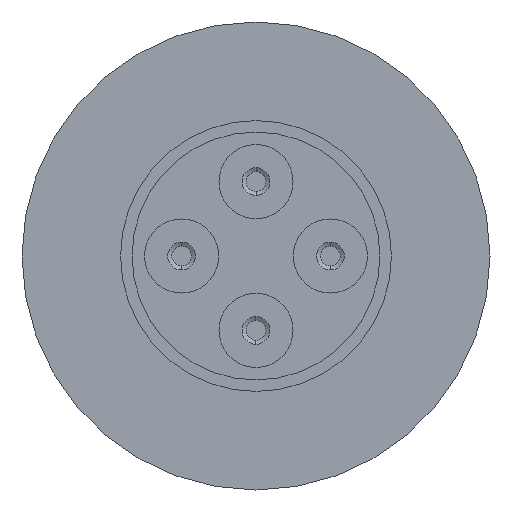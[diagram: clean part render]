
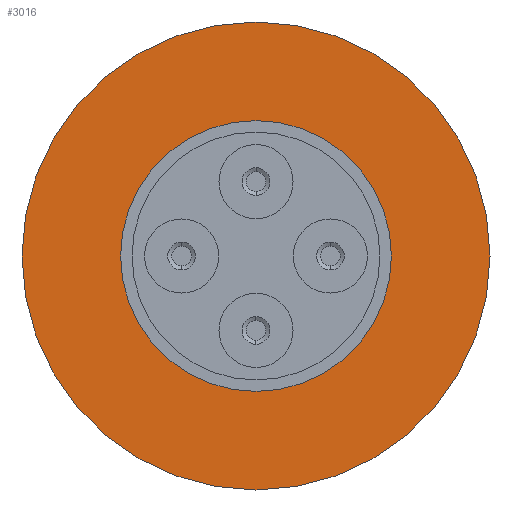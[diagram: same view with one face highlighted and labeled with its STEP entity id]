
A CAD part, front view. The second image highlights one B-rep face of the part: STEP entity #3016.
In plain terms, the highlighted planar face has unit normal (0, -1, 0).
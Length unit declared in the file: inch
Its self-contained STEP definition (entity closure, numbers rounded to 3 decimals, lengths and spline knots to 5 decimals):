
#67 = DIRECTION ( 'NONE',  ( 0., 0., 1. ) ) ;
#68 = DIRECTION ( 'NONE',  ( 0., -1., 0. ) ) ;
#75 = CARTESIAN_POINT ( 'NONE',  ( 0., 0., 0. ) ) ;
#310 = DIRECTION ( 'NONE',  ( 0., 0., 1. ) ) ;
#313 = DIRECTION ( 'NONE',  ( 0., -1., 0. ) ) ;
#316 = CARTESIAN_POINT ( 'NONE',  ( 0., 0., 0. ) ) ;
#481 = DIRECTION ( 'NONE',  ( 0., -1., 0. ) ) ;
#484 = CARTESIAN_POINT ( 'NONE',  ( 0., 0., 0. ) ) ;
#495 = DIRECTION ( 'NONE',  ( 0., 0., 1. ) ) ;
#515 = AXIS2_PLACEMENT_3D ( 'NONE', #75, #68, #67 ) ;
#561 = EDGE_CURVE ( 'NONE', #1510, #1506, #1246, .T. ) ;
#600 = AXIS2_PLACEMENT_3D ( 'NONE', #484, #481, #495 ) ;
#702 = AXIS2_PLACEMENT_3D ( 'NONE', #2590, #2583, #2581 ) ;
#749 = EDGE_CURVE ( 'NONE', #1637, #1515, #3565, .T. ) ;
#799 = AXIS2_PLACEMENT_3D ( 'NONE', #2946, #2940, #2938 ) ;
#862 = EDGE_CURVE ( 'NONE', #1506, #1510, #3486, .T. ) ;
#1023 = AXIS2_PLACEMENT_3D ( 'NONE', #316, #313, #310 ) ;
#1246 = CIRCLE ( 'NONE', #600, 0.59 ) ;
#1314 = EDGE_LOOP ( 'NONE', ( #1324, #1325 ) ) ;
#1324 = ORIENTED_EDGE ( 'NONE', *, *, #2091, .F. ) ;
#1325 = ORIENTED_EDGE ( 'NONE', *, *, #749, .F. ) ;
#1326 = ORIENTED_EDGE ( 'NONE', *, *, #561, .T. ) ;
#1327 = ORIENTED_EDGE ( 'NONE', *, *, #862, .T. ) ;
#1506 = VERTEX_POINT ( 'NONE', #2305 ) ;
#1510 = VERTEX_POINT ( 'NONE', #2308 ) ;
#1515 = VERTEX_POINT ( 'NONE', #2297 ) ;
#1592 = EDGE_LOOP ( 'NONE', ( #1326, #1327 ) ) ;
#1637 = VERTEX_POINT ( 'NONE', #2190 ) ;
#2091 = EDGE_CURVE ( 'NONE', #1515, #1637, #3296, .T. ) ;
#2190 = CARTESIAN_POINT ( 'NONE',  ( 0., 0., -0.3415 ) ) ;
#2297 = CARTESIAN_POINT ( 'NONE',  ( 0., 0., 0.3415 ) ) ;
#2305 = CARTESIAN_POINT ( 'NONE',  ( 0., 0., -0.59 ) ) ;
#2308 = CARTESIAN_POINT ( 'NONE',  ( 0., 0., 0.59 ) ) ;
#2581 = DIRECTION ( 'NONE',  ( 0., 0., -1. ) ) ;
#2582 = PLANE ( 'NONE',  #702 ) ;
#2583 = DIRECTION ( 'NONE',  ( 0., 1., 0. ) ) ;
#2590 = CARTESIAN_POINT ( 'NONE',  ( -0.59, 0., 0. ) ) ;
#2938 = DIRECTION ( 'NONE',  ( 0., 0., 1. ) ) ;
#2940 = DIRECTION ( 'NONE',  ( 0., -1., 0. ) ) ;
#2946 = CARTESIAN_POINT ( 'NONE',  ( 0., 0., 0. ) ) ;
#3016 = ADVANCED_FACE ( 'NONE', ( #3212, #3215 ), #2582, .F. ) ;
#3212 = FACE_BOUND ( 'NONE', #1314, .T. ) ;
#3215 = FACE_OUTER_BOUND ( 'NONE', #1592, .T. ) ;
#3296 = CIRCLE ( 'NONE', #799, 0.3415 ) ;
#3486 = CIRCLE ( 'NONE', #1023, 0.59 ) ;
#3565 = CIRCLE ( 'NONE', #515, 0.3415 ) ;
